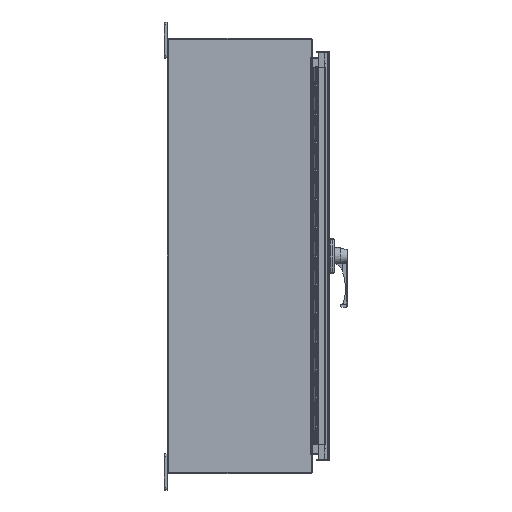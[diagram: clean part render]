
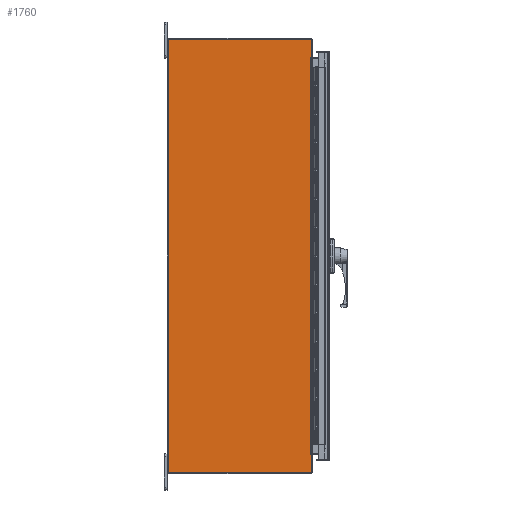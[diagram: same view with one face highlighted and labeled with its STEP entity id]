
A CAD part, left-side view. The second image highlights one B-rep face of the part: STEP entity #1760.
In plain terms, the highlighted planar face has unit normal (-1, 0, 0).
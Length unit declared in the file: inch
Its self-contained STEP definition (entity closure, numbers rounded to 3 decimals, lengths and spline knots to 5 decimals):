
#363 = CARTESIAN_POINT ( 'NONE',  ( -30., -9.82, -13.625 ) ) ;
#618 = DIRECTION ( 'NONE',  ( 0., 0., -1. ) ) ;
#1760 = ADVANCED_FACE ( 'NONE', ( #30976 ), #8784, .T. ) ;
#2413 = EDGE_CURVE ( 'NONE', #30194, #41358, #46971, .T. ) ;
#2889 = DIRECTION ( 'NONE',  ( 0., 0., 1. ) ) ;
#3215 = CARTESIAN_POINT ( 'NONE',  ( -30., 0., 14.928 ) ) ;
#3980 = VECTOR ( 'NONE', #2889, 39.37008 ) ;
#5473 = ORIENTED_EDGE ( 'NONE', *, *, #50979, .T. ) ;
#6794 = VECTOR ( 'NONE', #33784, 39.37008 ) ;
#8303 = ORIENTED_EDGE ( 'NONE', *, *, #45999, .T. ) ;
#8305 = VECTOR ( 'NONE', #618, 39.37008 ) ;
#8784 = PLANE ( 'NONE',  #24131 ) ;
#9393 = LINE ( 'NONE', #35895, #20611 ) ;
#12256 = EDGE_CURVE ( 'NONE', #13069, #30194, #52678, .T. ) ;
#12275 = DIRECTION ( 'NONE',  ( 0., 0., 1. ) ) ;
#12369 = CARTESIAN_POINT ( 'NONE',  ( -30., 0., 14.928 ) ) ;
#13069 = VERTEX_POINT ( 'NONE', #3215 ) ;
#13855 = ORIENTED_EDGE ( 'NONE', *, *, #12256, .T. ) ;
#13907 = CARTESIAN_POINT ( 'NONE',  ( -30., -9.82, 13.625 ) ) ;
#14314 = EDGE_LOOP ( 'NONE', ( #5473, #20276, #52145, #37761, #8303, #34119, #13855, #48042, #19528, #45436 ) ) ;
#15259 = DIRECTION ( 'NONE',  ( 0., 0., 1. ) ) ;
#16357 = CARTESIAN_POINT ( 'NONE',  ( -30., -9.856, 13.655 ) ) ;
#18005 = VECTOR ( 'NONE', #12275, 39.37008 ) ;
#19528 = ORIENTED_EDGE ( 'NONE', *, *, #52961, .T. ) ;
#20005 = VECTOR ( 'NONE', #22377, 39.37008 ) ;
#20276 = ORIENTED_EDGE ( 'NONE', *, *, #45162, .T. ) ;
#20611 = VECTOR ( 'NONE', #53433, 39.37008 ) ;
#21150 = CARTESIAN_POINT ( 'NONE',  ( -30., -9.82, -13.655 ) ) ;
#21484 = VECTOR ( 'NONE', #43328, 39.37008 ) ;
#22095 = CARTESIAN_POINT ( 'NONE',  ( -30., -9.82, 13.655 ) ) ;
#22377 = DIRECTION ( 'NONE',  ( 0., -1., 0. ) ) ;
#22745 = VECTOR ( 'NONE', #35137, 39.37008 ) ;
#22955 = LINE ( 'NONE', #22095, #20005 ) ;
#24131 = AXIS2_PLACEMENT_3D ( 'NONE', #26069, #44779, #48543 ) ;
#24535 = CARTESIAN_POINT ( 'NONE',  ( -30., -9.856, 14.928 ) ) ;
#25952 = VECTOR ( 'NONE', #37481, 39.37008 ) ;
#26069 = CARTESIAN_POINT ( 'NONE',  ( -30., 0., 14.928 ) ) ;
#28200 = VERTEX_POINT ( 'NONE', #24535 ) ;
#29361 = CARTESIAN_POINT ( 'NONE',  ( -30., -9.82, -13.625 ) ) ;
#29613 = VERTEX_POINT ( 'NONE', #40641 ) ;
#30194 = VERTEX_POINT ( 'NONE', #46017 ) ;
#30974 = VECTOR ( 'NONE', #15259, 39.37008 ) ;
#30976 = FACE_OUTER_BOUND ( 'NONE', #14314, .T. ) ;
#31027 = CARTESIAN_POINT ( 'NONE',  ( -30., -9.82, 14.928 ) ) ;
#31081 = CARTESIAN_POINT ( 'NONE',  ( -30., -9.82, -13.655 ) ) ;
#33165 = CARTESIAN_POINT ( 'NONE',  ( -30., 0., -14.928 ) ) ;
#33784 = DIRECTION ( 'NONE',  ( 0., 0., 1. ) ) ;
#34119 = ORIENTED_EDGE ( 'NONE', *, *, #37295, .T. ) ;
#35137 = DIRECTION ( 'NONE',  ( 0., 1., 0. ) ) ;
#35474 = EDGE_CURVE ( 'NONE', #45465, #41324, #9393, .T. ) ;
#35895 = CARTESIAN_POINT ( 'NONE',  ( -30., -9.82, -13.625 ) ) ;
#37171 = LINE ( 'NONE', #54711, #30974 ) ;
#37295 = EDGE_CURVE ( 'NONE', #28200, #13069, #48388, .T. ) ;
#37481 = DIRECTION ( 'NONE',  ( 0., -1., 0. ) ) ;
#37761 = ORIENTED_EDGE ( 'NONE', *, *, #47578, .T. ) ;
#37968 = VERTEX_POINT ( 'NONE', #31081 ) ;
#38679 = CARTESIAN_POINT ( 'NONE',  ( -30., -9.856, 14.928 ) ) ;
#38741 = LINE ( 'NONE', #21150, #21484 ) ;
#40026 = CARTESIAN_POINT ( 'NONE',  ( -30., 0., 14.928 ) ) ;
#40641 = CARTESIAN_POINT ( 'NONE',  ( -30., -9.856, -13.655 ) ) ;
#41324 = VERTEX_POINT ( 'NONE', #49757 ) ;
#41358 = VERTEX_POINT ( 'NONE', #41972 ) ;
#41972 = CARTESIAN_POINT ( 'NONE',  ( -30., -9.856, -14.928 ) ) ;
#42308 = LINE ( 'NONE', #29361, #3980 ) ;
#43144 = EDGE_CURVE ( 'NONE', #29613, #37968, #38741, .T. ) ;
#43328 = DIRECTION ( 'NONE',  ( 0., 1., 0. ) ) ;
#44779 = DIRECTION ( 'NONE',  ( -1., 0., 0. ) ) ;
#45162 = EDGE_CURVE ( 'NONE', #54489, #45465, #51756, .T. ) ;
#45436 = ORIENTED_EDGE ( 'NONE', *, *, #43144, .T. ) ;
#45465 = VERTEX_POINT ( 'NONE', #13907 ) ;
#45999 = EDGE_CURVE ( 'NONE', #48424, #28200, #37171, .T. ) ;
#46017 = CARTESIAN_POINT ( 'NONE',  ( -30., 0., -14.928 ) ) ;
#46971 = LINE ( 'NONE', #33165, #25952 ) ;
#47578 = EDGE_CURVE ( 'NONE', #41324, #48424, #22955, .T. ) ;
#48042 = ORIENTED_EDGE ( 'NONE', *, *, #2413, .T. ) ;
#48388 = LINE ( 'NONE', #12369, #22745 ) ;
#48424 = VERTEX_POINT ( 'NONE', #16357 ) ;
#48543 = DIRECTION ( 'NONE',  ( 0., 1., 0. ) ) ;
#49757 = CARTESIAN_POINT ( 'NONE',  ( -30., -9.82, 13.655 ) ) ;
#50979 = EDGE_CURVE ( 'NONE', #37968, #54489, #42308, .T. ) ;
#51756 = LINE ( 'NONE', #31027, #18005 ) ;
#52145 = ORIENTED_EDGE ( 'NONE', *, *, #35474, .T. ) ;
#52678 = LINE ( 'NONE', #40026, #8305 ) ;
#52961 = EDGE_CURVE ( 'NONE', #41358, #29613, #55347, .T. ) ;
#53433 = DIRECTION ( 'NONE',  ( 0., 0., 1. ) ) ;
#54489 = VERTEX_POINT ( 'NONE', #363 ) ;
#54711 = CARTESIAN_POINT ( 'NONE',  ( -30., -9.856, 14.928 ) ) ;
#55347 = LINE ( 'NONE', #38679, #6794 ) ;
